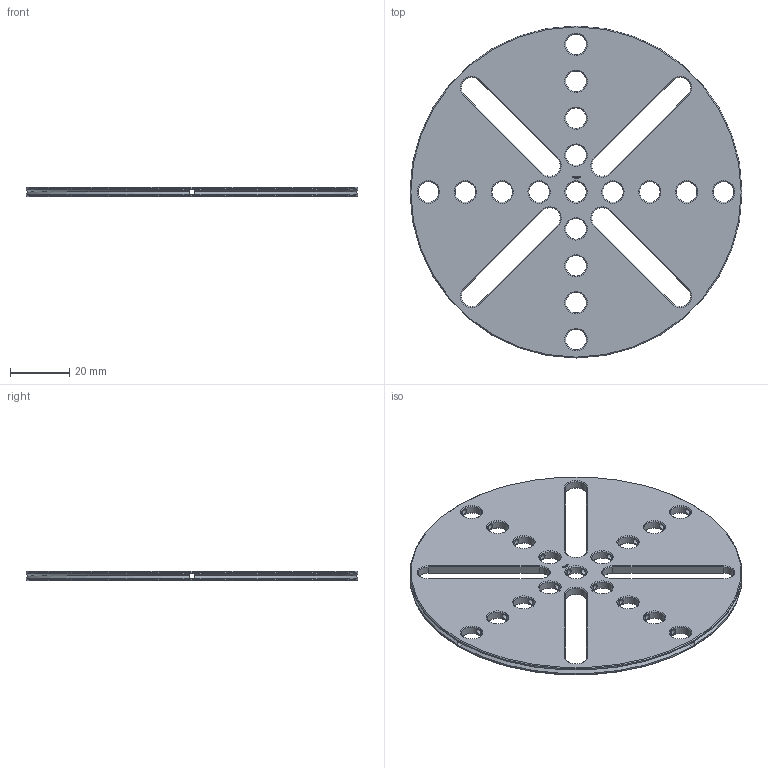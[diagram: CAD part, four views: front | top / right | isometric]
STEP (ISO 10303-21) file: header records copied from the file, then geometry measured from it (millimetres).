
FILE_DESCRIPTION(('FreeCAD Model'),'2;1');
FILE_NAME('Open CASCADE Shape Model','2023-11-14T17:10:19',(''),(''), 'Open CASCADE STEP processor 7.6','FreeCAD','Unknown');
FILE_SCHEMA(('AUTOMOTIVE_DESIGN { 1 0 10303 214 1 1 1 1 }'));
Length unit declared in the file: millimetre
Products named in the file (1): Washer FRE OCT BU09.00x00.25 - SPN-WSR-0070 (stemfie.org)
Bounding box: 112.5 x 112.5 x 3.12 mm (x, y, z)
Volume: 24577.7 mm3; surface area: 20102.3 mm2
Topology: 1 solids, 1 shells, 598 faces, 1687 edges, 1102 vertices
Faces by surface type: plane 329, extrusion 162, cone 60, cylinder 47
Full cylindrical faces by diameter (mm): 2 x20, 7 x17, 112.5 x2
Entity records: 47546 total; most frequent: CARTESIAN_POINT 15219, DIRECTION 5240, VECTOR 4107, LINE 3945, ORIENTED_EDGE 3374, PCURVE 3374, DEFINITIONAL_REPRESENTATION 3374, EDGE_CURVE 1687
